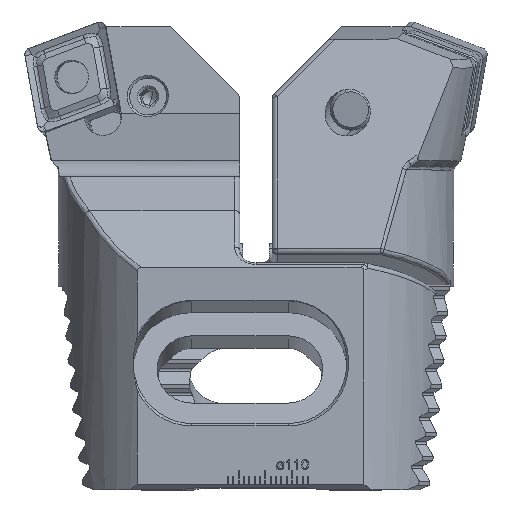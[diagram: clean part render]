
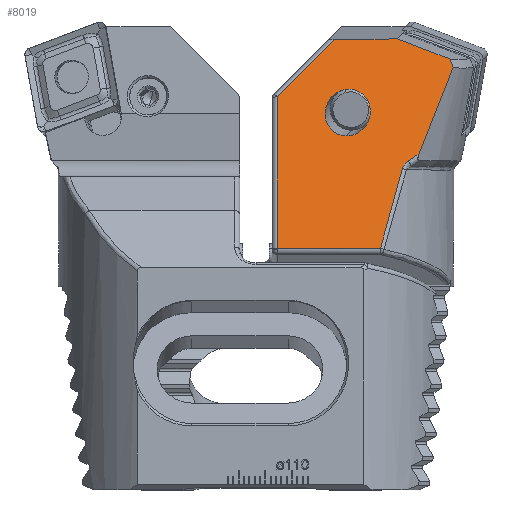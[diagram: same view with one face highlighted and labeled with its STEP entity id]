
A CAD part, top view. The second image highlights one B-rep face of the part: STEP entity #8019.
In plain terms, the highlighted face is planar.
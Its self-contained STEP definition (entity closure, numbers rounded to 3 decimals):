
#23 =( BOUNDED_CURVE ( )  B_SPLINE_CURVE ( 3, ( #14307, #15290, #14192, #14075 ),
 .UNSPECIFIED., .F., .F. ) 
 B_SPLINE_CURVE_WITH_KNOTS ( ( 4, 4 ),
 ( 0.29, 3.432 ),
 .UNSPECIFIED. ) 
 CURVE ( )  GEOMETRIC_REPRESENTATION_ITEM ( )  RATIONAL_B_SPLINE_CURVE ( ( 1., 0.333, 0.333, 1. ) ) 
 REPRESENTATION_ITEM ( '' )  );
#56 = DIRECTION ( 'NONE',  ( 0.695, -0.695, -0.186 ) ) ;
#244 = CARTESIAN_POINT ( 'NONE',  ( 54.972, -29.768, -24.573 ) ) ;
#328 = VERTEX_POINT ( 'NONE', #589 ) ;
#589 = CARTESIAN_POINT ( 'NONE',  ( 39.25, -14.046, -20.36 ) ) ;
#920 = VERTEX_POINT ( 'NONE', #8756 ) ;
#975 = EDGE_CURVE ( 'NONE', #11100, #3153, #12549, .T. ) ;
#1417 = CARTESIAN_POINT ( 'NONE',  ( 14.769, -26.041, -23.574 ) ) ;
#1506 = B_SPLINE_CURVE_WITH_KNOTS ( 'NONE', 3,
 ( #9526, #9848, #9231, #9193 ),
 .UNSPECIFIED., .F., .F.,
 ( 4, 4 ),
 ( 0., 1. ),
 .UNSPECIFIED. ) ;
#1979 = ORIENTED_EDGE ( 'NONE', *, *, #9599, .T. ) ;
#2080 = ORIENTED_EDGE ( 'NONE', *, *, #9472, .T. ) ;
#2417 = CARTESIAN_POINT ( 'NONE',  ( 6.368, -8.572, -18.893 ) ) ;
#2549 = LINE ( 'NONE', #3141, #9201 ) ;
#2730 = B_SPLINE_CURVE_WITH_KNOTS ( 'NONE', 3,
 ( #12762, #12773, #12638, #12564, #12506, #12472, #12454, #12397 ),
 .UNSPECIFIED., .F., .F.,
 ( 4, 2, 2, 4 ),
 ( 0., 0.001, 0.001, 0.002 ),
 .UNSPECIFIED. ) ;
#2757 = LINE ( 'NONE', #16511, #8560 ) ;
#2879 = B_SPLINE_CURVE_WITH_KNOTS ( 'NONE', 3,
 ( #1417, #11444, #10787, #10760 ),
 .UNSPECIFIED., .F., .F.,
 ( 4, 4 ),
 ( 0., 0.002 ),
 .UNSPECIFIED. ) ;
#3062 = DIRECTION ( 'NONE',  ( -1., 0.015, 0.004 ) ) ;
#3141 = CARTESIAN_POINT ( 'NONE',  ( 85.106, -4.241, -17.733 ) ) ;
#3153 = VERTEX_POINT ( 'NONE', #2417 ) ;
#3192 = LINE ( 'NONE', #4536, #6274 ) ;
#3365 = VERTEX_POINT ( 'NONE', #16776 ) ;
#4069 = ORIENTED_EDGE ( 'NONE', *, *, #9683, .F. ) ;
#4229 = LINE ( 'NONE', #5705, #13937 ) ;
#4414 = VECTOR ( 'NONE', #56, 1000. ) ;
#4536 = CARTESIAN_POINT ( 'NONE',  ( 39.25, -1.612, -17.028 ) ) ;
#4849 = FACE_BOUND ( 'NONE', #8365, .T. ) ;
#4850 = CARTESIAN_POINT ( 'NONE',  ( 26.3, -21.359, -22.32 ) ) ;
#4874 = VERTEX_POINT ( 'NONE', #5323 ) ;
#4890 = ORIENTED_EDGE ( 'NONE', *, *, #9099, .F. ) ;
#4917 = DIRECTION ( 'NONE',  ( 0.929, 0.356, 0.095 ) ) ;
#5240 = CARTESIAN_POINT ( 'NONE',  ( 39.25, -42.339, -27.941 ) ) ;
#5323 = CARTESIAN_POINT ( 'NONE',  ( 25.886, -12.605, -19.974 ) ) ;
#5705 = CARTESIAN_POINT ( 'NONE',  ( 76.409, 19.661, -11.328 ) ) ;
#5811 = EDGE_CURVE ( 'NONE', #4874, #16331, #23, .T. ) ;
#5920 = ORIENTED_EDGE ( 'NONE', *, *, #9001, .T. ) ;
#6009 = DIRECTION ( 'NONE',  ( 0., -0.966, -0.259 ) ) ;
#6274 = VECTOR ( 'NONE', #6009, 1000. ) ;
#6275 = AXIS2_PLACEMENT_3D ( 'NONE', #12001, #11857, #11826 ) ;
#6276 = VERTEX_POINT ( 'NONE', #16848 ) ;
#6550 = ORIENTED_EDGE ( 'NONE', *, *, #8800, .T. ) ;
#6945 = ORIENTED_EDGE ( 'NONE', *, *, #975, .T. ) ;
#7590 =( BOUNDED_CURVE ( )  B_SPLINE_CURVE ( 3, ( #13877, #14131, #13903, #13846 ),
 .UNSPECIFIED., .F., .F. ) 
 B_SPLINE_CURVE_WITH_KNOTS ( ( 4, 4 ),
 ( 3.832, 3.996 ),
 .UNSPECIFIED. ) 
 CURVE ( )  GEOMETRIC_REPRESENTATION_ITEM ( )  RATIONAL_B_SPLINE_CURVE ( ( 1., 0.998, 0.998, 1. ) ) 
 REPRESENTATION_ITEM ( '' )  );
#8019 = ADVANCED_FACE ( 'NONE', ( #11540, #4849 ), #12050, .F. ) ;
#8365 = EDGE_LOOP ( 'NONE', ( #9677, #13411 ) ) ;
#8560 = VECTOR ( 'NONE', #16379, 1000. ) ;
#8756 = CARTESIAN_POINT ( 'NONE',  ( 14.769, -26.041, -23.574 ) ) ;
#8800 = EDGE_CURVE ( 'NONE', #3153, #15759, #1506, .T. ) ;
#8829 = ORIENTED_EDGE ( 'NONE', *, *, #9729, .T. ) ;
#8966 = CARTESIAN_POINT ( 'NONE',  ( 12.733, -24.669, -23.206 ) ) ;
#9001 = EDGE_CURVE ( 'NONE', #15759, #6276, #4229, .T. ) ;
#9099 = EDGE_CURVE ( 'NONE', #14579, #6276, #2549, .T. ) ;
#9101 = CARTESIAN_POINT ( 'NONE',  ( 25.886, -12.605, -19.974 ) ) ;
#9124 = CARTESIAN_POINT ( 'NONE',  ( 17.424, -12.605, -19.974 ) ) ;
#9152 = CARTESIAN_POINT ( 'NONE',  ( 17.838, -21.359, -22.32 ) ) ;
#9193 = CARTESIAN_POINT ( 'NONE',  ( 6.918, -6.979, -18.466 ) ) ;
#9201 = VECTOR ( 'NONE', #3062, 1000. ) ;
#9207 = CARTESIAN_POINT ( 'NONE',  ( 10.565, -19.552, -21.835 ) ) ;
#9225 = CARTESIAN_POINT ( 'NONE',  ( 26.3, -21.359, -22.32 ) ) ;
#9231 = CARTESIAN_POINT ( 'NONE',  ( 6.735, -7.51, -18.609 ) ) ;
#9246 = CARTESIAN_POINT ( 'NONE',  ( 8.44, -14.179, -20.396 ) ) ;
#9262 = EDGE_CURVE ( 'NONE', #14579, #328, #14929, .T. ) ;
#9264 = CARTESIAN_POINT ( 'NONE',  ( 6.368, -8.572, -18.893 ) ) ;
#9372 = EDGE_CURVE ( 'NONE', #328, #12606, #3192, .T. ) ;
#9472 = EDGE_CURVE ( 'NONE', #12606, #3365, #2757, .T. ) ;
#9526 = CARTESIAN_POINT ( 'NONE',  ( 6.368, -8.572, -18.893 ) ) ;
#9599 = EDGE_CURVE ( 'NONE', #3365, #14282, #7590, .T. ) ;
#9663 = CARTESIAN_POINT ( 'NONE',  ( 28.57, -3.366, -17.498 ) ) ;
#9677 = ORIENTED_EDGE ( 'NONE', *, *, #12186, .F. ) ;
#9683 = EDGE_CURVE ( 'NONE', #920, #14282, #2730, .T. ) ;
#9729 = EDGE_CURVE ( 'NONE', #920, #11100, #2879, .T. ) ;
#9848 = CARTESIAN_POINT ( 'NONE',  ( 6.551, -8.041, -18.751 ) ) ;
#10019 = ORIENTED_EDGE ( 'NONE', *, *, #9372, .T. ) ;
#10059 = CARTESIAN_POINT ( 'NONE',  ( 6.918, -6.979, -18.466 ) ) ;
#10760 = CARTESIAN_POINT ( 'NONE',  ( 12.733, -24.669, -23.206 ) ) ;
#10787 = CARTESIAN_POINT ( 'NONE',  ( 13.407, -25.133, -23.331 ) ) ;
#11100 = VERTEX_POINT ( 'NONE', #13494 ) ;
#11444 = CARTESIAN_POINT ( 'NONE',  ( 14.086, -25.59, -23.453 ) ) ;
#11540 = FACE_OUTER_BOUND ( 'NONE', #12964, .T. ) ;
#11826 = DIRECTION ( 'NONE',  ( 0., -0.966, -0.259 ) ) ;
#11857 = DIRECTION ( 'NONE',  ( 0., -0.259, 0.966 ) ) ;
#12001 = CARTESIAN_POINT ( 'NONE',  ( 85.15, -1.612, -17.028 ) ) ;
#12050 = PLANE ( 'NONE',  #6275 ) ;
#12186 = EDGE_CURVE ( 'NONE', #16331, #4874, #16350, .T. ) ;
#12397 = CARTESIAN_POINT ( 'NONE',  ( 15.857, -27.455, -23.953 ) ) ;
#12454 = CARTESIAN_POINT ( 'NONE',  ( 15.822, -27.307, -23.913 ) ) ;
#12472 = CARTESIAN_POINT ( 'NONE',  ( 15.767, -27.164, -23.875 ) ) ;
#12506 = CARTESIAN_POINT ( 'NONE',  ( 15.629, -26.897, -23.803 ) ) ;
#12549 =( BOUNDED_CURVE ( )  B_SPLINE_CURVE ( 3, ( #8966, #9207, #9246, #9264 ),
 .UNSPECIFIED., .F., .F. ) 
 B_SPLINE_CURVE_WITH_KNOTS ( ( 4, 4 ),
 ( 4.111, 4.248 ),
 .UNSPECIFIED. ) 
 CURVE ( )  GEOMETRIC_REPRESENTATION_ITEM ( )  RATIONAL_B_SPLINE_CURVE ( ( 1., 0.998, 0.998, 1. ) ) 
 REPRESENTATION_ITEM ( '' )  );
#12564 = CARTESIAN_POINT ( 'NONE',  ( 15.544, -26.77, -23.769 ) ) ;
#12606 = VERTEX_POINT ( 'NONE', #5240 ) ;
#12638 = CARTESIAN_POINT ( 'NONE',  ( 15.256, -26.412, -23.673 ) ) ;
#12762 = CARTESIAN_POINT ( 'NONE',  ( 14.769, -26.041, -23.574 ) ) ;
#12773 = CARTESIAN_POINT ( 'NONE',  ( 15.027, -26.212, -23.62 ) ) ;
#12964 = EDGE_LOOP ( 'NONE', ( #6945, #6550, #5920, #4890, #16110, #10019, #2080, #1979, #4069, #8829 ) ) ;
#13411 = ORIENTED_EDGE ( 'NONE', *, *, #5811, .F. ) ;
#13494 = CARTESIAN_POINT ( 'NONE',  ( 12.733, -24.669, -23.206 ) ) ;
#13846 = CARTESIAN_POINT ( 'NONE',  ( 15.857, -27.455, -23.953 ) ) ;
#13877 = CARTESIAN_POINT ( 'NONE',  ( 19.949, -42.339, -27.941 ) ) ;
#13903 = CARTESIAN_POINT ( 'NONE',  ( 17.111, -32.828, -25.393 ) ) ;
#13937 = VECTOR ( 'NONE', #4917, 1000. ) ;
#14075 = CARTESIAN_POINT ( 'NONE',  ( 26.3, -21.359, -22.32 ) ) ;
#14131 = CARTESIAN_POINT ( 'NONE',  ( 18.478, -37.8, -26.725 ) ) ;
#14192 = CARTESIAN_POINT ( 'NONE',  ( 34.763, -21.359, -22.32 ) ) ;
#14282 = VERTEX_POINT ( 'NONE', #16991 ) ;
#14307 = CARTESIAN_POINT ( 'NONE',  ( 25.886, -12.605, -19.974 ) ) ;
#14579 = VERTEX_POINT ( 'NONE', #9663 ) ;
#14929 = LINE ( 'NONE', #244, #4414 ) ;
#15290 = CARTESIAN_POINT ( 'NONE',  ( 34.348, -12.605, -19.974 ) ) ;
#15759 = VERTEX_POINT ( 'NONE', #10059 ) ;
#16110 = ORIENTED_EDGE ( 'NONE', *, *, #9262, .T. ) ;
#16331 = VERTEX_POINT ( 'NONE', #4850 ) ;
#16350 =( BOUNDED_CURVE ( )  B_SPLINE_CURVE ( 3, ( #9225, #9152, #9124, #9101 ),
 .UNSPECIFIED., .F., .F. ) 
 B_SPLINE_CURVE_WITH_KNOTS ( ( 4, 4 ),
 ( 3.432, 6.573 ),
 .UNSPECIFIED. ) 
 CURVE ( )  GEOMETRIC_REPRESENTATION_ITEM ( )  RATIONAL_B_SPLINE_CURVE ( ( 1., 0.333, 0.333, 1. ) ) 
 REPRESENTATION_ITEM ( '' )  );
#16379 = DIRECTION ( 'NONE',  ( -1., 0., 0. ) ) ;
#16511 = CARTESIAN_POINT ( 'NONE',  ( 85.15, -42.339, -27.941 ) ) ;
#16776 = CARTESIAN_POINT ( 'NONE',  ( 19.949, -42.339, -27.941 ) ) ;
#16848 = CARTESIAN_POINT ( 'NONE',  ( 16.817, -3.184, -17.45 ) ) ;
#16991 = CARTESIAN_POINT ( 'NONE',  ( 15.857, -27.455, -23.953 ) ) ;
